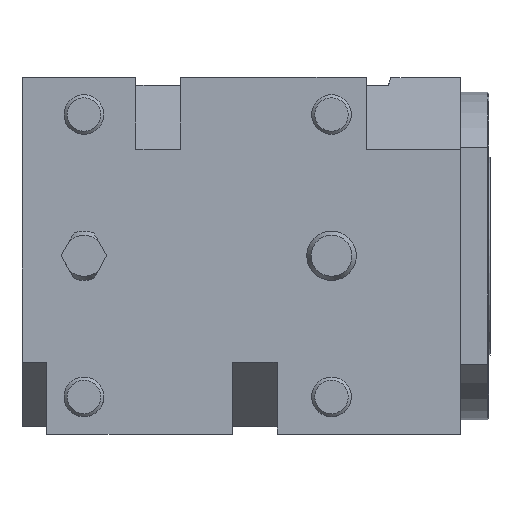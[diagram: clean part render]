
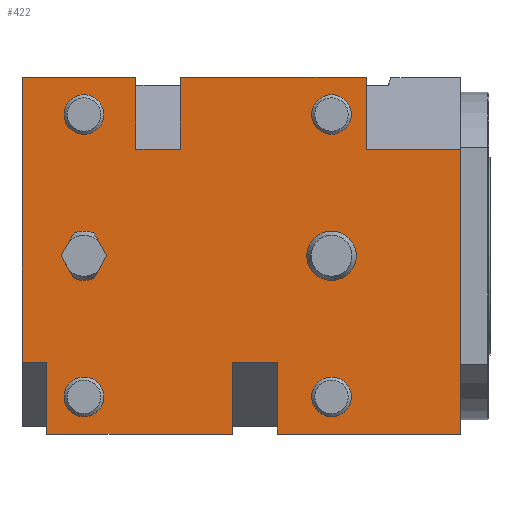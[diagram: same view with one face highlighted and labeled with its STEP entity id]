
A CAD part, top view. The second image highlights one B-rep face of the part: STEP entity #422.
In plain terms, the highlighted planar face has unit normal (0, 0, 1).
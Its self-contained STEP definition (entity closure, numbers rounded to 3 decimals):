
#77=LINE('',#2000,#185);
#81=LINE('',#2020,#189);
#83=LINE('',#2024,#191);
#85=LINE('',#2028,#193);
#87=LINE('',#2044,#195);
#102=LINE('',#2078,#210);
#103=LINE('',#2080,#211);
#104=LINE('',#2083,#212);
#105=LINE('',#2085,#213);
#106=LINE('',#2087,#214);
#107=LINE('',#2089,#215);
#108=LINE('',#2090,#216);
#109=LINE('',#2092,#217);
#110=LINE('',#2094,#218);
#111=LINE('',#2096,#219);
#112=LINE('',#2098,#220);
#113=LINE('',#2100,#221);
#114=LINE('',#2102,#222);
#115=LINE('',#2104,#223);
#116=LINE('',#2106,#224);
#185=VECTOR('',#1582,1.);
#189=VECTOR('',#1596,1.);
#191=VECTOR('',#1600,1.);
#193=VECTOR('',#1604,1.);
#195=VECTOR('',#1624,1.);
#210=VECTOR('',#1647,1.);
#211=VECTOR('',#1650,1.);
#212=VECTOR('',#1651,1.);
#213=VECTOR('',#1652,1.);
#214=VECTOR('',#1653,1.);
#215=VECTOR('',#1654,1.);
#216=VECTOR('',#1655,1.);
#217=VECTOR('',#1656,1.);
#218=VECTOR('',#1657,1.);
#219=VECTOR('',#1658,1.);
#220=VECTOR('',#1659,1.);
#221=VECTOR('',#1660,1.);
#222=VECTOR('',#1661,1.);
#223=VECTOR('',#1662,1.);
#224=VECTOR('',#1663,1.);
#293=PLANE('',#1382);
#422=ADVANCED_FACE('',(#499,#500,#501,#502,#503,#504,#505),#293,.T.);
#499=FACE_BOUND('',#569,.T.);
#500=FACE_BOUND('',#570,.T.);
#501=FACE_BOUND('',#571,.T.);
#502=FACE_BOUND('',#572,.T.);
#503=FACE_BOUND('',#573,.T.);
#504=FACE_BOUND('',#574,.T.);
#505=FACE_BOUND('',#575,.T.);
#569=EDGE_LOOP('',(#774,#775,#776,#777,#778,#779,#780,#781,#782,#783,#784,
#785,#786,#787,#788,#789));
#570=EDGE_LOOP('',(#790));
#571=EDGE_LOOP('',(#791));
#572=EDGE_LOOP('',(#792));
#573=EDGE_LOOP('',(#793));
#574=EDGE_LOOP('',(#794,#795,#796,#797,#798,#799));
#575=EDGE_LOOP('',(#800));
#774=ORIENTED_EDGE('',*,*,#1147,.T.);
#775=ORIENTED_EDGE('',*,*,#1148,.F.);
#776=ORIENTED_EDGE('',*,*,#1149,.T.);
#777=ORIENTED_EDGE('',*,*,#1150,.T.);
#778=ORIENTED_EDGE('',*,*,#1151,.T.);
#779=ORIENTED_EDGE('',*,*,#1146,.F.);
#780=ORIENTED_EDGE('',*,*,#1129,.T.);
#781=ORIENTED_EDGE('',*,*,#1152,.T.);
#782=ORIENTED_EDGE('',*,*,#1153,.T.);
#783=ORIENTED_EDGE('',*,*,#1154,.T.);
#784=ORIENTED_EDGE('',*,*,#1155,.T.);
#785=ORIENTED_EDGE('',*,*,#1156,.T.);
#786=ORIENTED_EDGE('',*,*,#1157,.T.);
#787=ORIENTED_EDGE('',*,*,#1158,.T.);
#788=ORIENTED_EDGE('',*,*,#1159,.T.);
#789=ORIENTED_EDGE('',*,*,#1160,.T.);
#790=ORIENTED_EDGE('',*,*,#1068,.T.);
#791=ORIENTED_EDGE('',*,*,#1071,.T.);
#792=ORIENTED_EDGE('',*,*,#1074,.T.);
#793=ORIENTED_EDGE('',*,*,#1077,.T.);
#794=ORIENTED_EDGE('',*,*,#1121,.T.);
#795=ORIENTED_EDGE('',*,*,#1123,.T.);
#796=ORIENTED_EDGE('',*,*,#1117,.T.);
#797=ORIENTED_EDGE('',*,*,#1119,.T.);
#798=ORIENTED_EDGE('',*,*,#1111,.T.);
#799=ORIENTED_EDGE('',*,*,#1124,.T.);
#800=ORIENTED_EDGE('',*,*,#1127,.T.);
#947=VERTEX_POINT('',#1883);
#950=VERTEX_POINT('',#1892);
#953=VERTEX_POINT('',#1901);
#956=VERTEX_POINT('',#1910);
#980=VERTEX_POINT('',#1999);
#981=VERTEX_POINT('',#2001);
#984=VERTEX_POINT('',#2015);
#985=VERTEX_POINT('',#2017);
#986=VERTEX_POINT('',#2023);
#987=VERTEX_POINT('',#2025);
#990=VERTEX_POINT('',#2039);
#992=VERTEX_POINT('',#2043);
#993=VERTEX_POINT('',#2045);
#1004=VERTEX_POINT('',#2071);
#1008=VERTEX_POINT('',#2081);
#1009=VERTEX_POINT('',#2082);
#1010=VERTEX_POINT('',#2084);
#1011=VERTEX_POINT('',#2086);
#1012=VERTEX_POINT('',#2088);
#1013=VERTEX_POINT('',#2091);
#1014=VERTEX_POINT('',#2093);
#1015=VERTEX_POINT('',#2095);
#1016=VERTEX_POINT('',#2097);
#1017=VERTEX_POINT('',#2099);
#1018=VERTEX_POINT('',#2101);
#1019=VERTEX_POINT('',#2103);
#1020=VERTEX_POINT('',#2105);
#1068=EDGE_CURVE('',#947,#947,#1226,.T.);
#1071=EDGE_CURVE('',#950,#950,#1229,.T.);
#1074=EDGE_CURVE('',#953,#953,#1232,.T.);
#1077=EDGE_CURVE('',#956,#956,#1235,.T.);
#1111=EDGE_CURVE('',#981,#980,#77,.T.);
#1117=EDGE_CURVE('',#985,#984,#1249,.T.);
#1119=EDGE_CURVE('',#984,#981,#81,.T.);
#1121=EDGE_CURVE('',#987,#986,#83,.T.);
#1123=EDGE_CURVE('',#986,#985,#85,.T.);
#1124=EDGE_CURVE('',#980,#987,#1250,.T.);
#1127=EDGE_CURVE('',#990,#990,#1253,.T.);
#1129=EDGE_CURVE('',#993,#992,#87,.T.);
#1146=EDGE_CURVE('',#993,#1004,#102,.T.);
#1147=EDGE_CURVE('',#1008,#1009,#103,.T.);
#1148=EDGE_CURVE('',#1010,#1009,#104,.T.);
#1149=EDGE_CURVE('',#1010,#1011,#105,.T.);
#1150=EDGE_CURVE('',#1011,#1012,#106,.T.);
#1151=EDGE_CURVE('',#1012,#1004,#107,.T.);
#1152=EDGE_CURVE('',#992,#1013,#108,.T.);
#1153=EDGE_CURVE('',#1013,#1014,#109,.T.);
#1154=EDGE_CURVE('',#1014,#1015,#110,.T.);
#1155=EDGE_CURVE('',#1015,#1016,#111,.T.);
#1156=EDGE_CURVE('',#1016,#1017,#112,.T.);
#1157=EDGE_CURVE('',#1017,#1018,#113,.T.);
#1158=EDGE_CURVE('',#1018,#1019,#114,.T.);
#1159=EDGE_CURVE('',#1019,#1020,#115,.T.);
#1160=EDGE_CURVE('',#1020,#1008,#116,.T.);
#1226=CIRCLE('',#1314,8.);
#1229=CIRCLE('',#1320,8.);
#1232=CIRCLE('',#1326,8.);
#1235=CIRCLE('',#1332,8.);
#1249=CIRCLE('',#1364,10.);
#1250=CIRCLE('',#1369,10.);
#1253=CIRCLE('',#1375,10.);
#1314=AXIS2_PLACEMENT_3D('',#1882,#1473,#1474);
#1320=AXIS2_PLACEMENT_3D('',#1891,#1485,#1486);
#1326=AXIS2_PLACEMENT_3D('',#1900,#1497,#1498);
#1332=AXIS2_PLACEMENT_3D('',#1909,#1509,#1510);
#1364=AXIS2_PLACEMENT_3D('',#2016,#1591,#1592);
#1369=AXIS2_PLACEMENT_3D('',#2030,#1607,#1608);
#1375=AXIS2_PLACEMENT_3D('',#2038,#1619,#1620);
#1382=AXIS2_PLACEMENT_3D('',#2107,#1664,#1665);
#1473=DIRECTION('',(0.,0.,-1.));
#1474=DIRECTION('',(0.966,-0.258,0.));
#1485=DIRECTION('',(0.,0.,-1.));
#1486=DIRECTION('',(0.966,-0.258,0.));
#1497=DIRECTION('',(0.,0.,-1.));
#1498=DIRECTION('',(0.966,-0.258,0.));
#1509=DIRECTION('',(0.,0.,-1.));
#1510=DIRECTION('',(0.966,-0.258,0.));
#1582=DIRECTION('',(-0.5,-0.866,0.));
#1591=DIRECTION('',(0.,0.,-1.));
#1592=DIRECTION('',(0.,-1.,0.));
#1596=DIRECTION('',(0.5,-0.866,0.));
#1600=DIRECTION('',(-0.5,0.866,0.));
#1604=DIRECTION('',(0.5,0.866,0.));
#1607=DIRECTION('',(0.,0.,-1.));
#1608=DIRECTION('',(0.,-1.,0.));
#1619=DIRECTION('',(0.,0.,-1.));
#1620=DIRECTION('',(-0.966,0.258,0.));
#1624=DIRECTION('',(0.,1.,0.));
#1647=DIRECTION('',(-1.,0.,0.));
#1650=DIRECTION('',(0.,-1.,0.));
#1651=DIRECTION('',(-1.,0.,0.));
#1652=DIRECTION('',(0.,1.,0.));
#1653=DIRECTION('',(1.,0.,0.));
#1654=DIRECTION('',(0.,-1.,0.));
#1655=DIRECTION('',(-1.,0.,0.));
#1656=DIRECTION('',(0.,1.,0.));
#1657=DIRECTION('',(-1.,0.,0.));
#1658=DIRECTION('',(0.,-1.,0.));
#1659=DIRECTION('',(-1.,0.,0.));
#1660=DIRECTION('',(0.,1.,0.));
#1661=DIRECTION('',(-1.,0.,0.));
#1662=DIRECTION('',(0.,-1.,0.));
#1663=DIRECTION('',(1.,0.,0.));
#1664=DIRECTION('',(0.,0.,1.));
#1665=DIRECTION('',(-1.,0.,0.));
#1882=CARTESIAN_POINT('',(0.,57.,0.));
#1883=CARTESIAN_POINT('',(7.73,54.938,0.));
#1891=CARTESIAN_POINT('',(-100.,57.,0.));
#1892=CARTESIAN_POINT('',(-92.27,54.938,0.));
#1900=CARTESIAN_POINT('',(0.,-57.,0.));
#1901=CARTESIAN_POINT('',(7.73,-59.062,0.));
#1909=CARTESIAN_POINT('',(-100.,-57.,0.));
#1910=CARTESIAN_POINT('',(-92.27,-59.062,0.));
#1999=CARTESIAN_POINT('',(-96.072,-9.196,0.));
#2000=CARTESIAN_POINT('',(-90.762,0.,0.));
#2001=CARTESIAN_POINT('',(-90.762,0.,0.));
#2015=CARTESIAN_POINT('',(-96.072,9.196,0.));
#2016=CARTESIAN_POINT('',(-100.,0.,0.));
#2017=CARTESIAN_POINT('',(-103.928,9.196,0.));
#2020=CARTESIAN_POINT('',(-96.072,9.196,0.));
#2023=CARTESIAN_POINT('',(-109.238,0.,0.));
#2024=CARTESIAN_POINT('',(-103.928,-9.196,0.));
#2025=CARTESIAN_POINT('',(-103.928,-9.196,0.));
#2028=CARTESIAN_POINT('',(-109.238,0.,0.));
#2030=CARTESIAN_POINT('',(-100.,0.,0.));
#2038=CARTESIAN_POINT('',(0.,0.,0.));
#2039=CARTESIAN_POINT('',(-9.662,2.577,0.));
#2043=CARTESIAN_POINT('',(52.,43.,0.));
#2044=CARTESIAN_POINT('',(52.,-72.,0.));
#2045=CARTESIAN_POINT('',(52.,-72.,0.));
#2071=CARTESIAN_POINT('',(-22.,-72.,0.));
#2078=CARTESIAN_POINT('',(52.,-72.,0.));
#2080=CARTESIAN_POINT('',(-115.,-43.,0.));
#2081=CARTESIAN_POINT('',(-115.,-43.,0.));
#2082=CARTESIAN_POINT('',(-115.,-72.,0.));
#2083=CARTESIAN_POINT('',(-40.,-72.,0.));
#2084=CARTESIAN_POINT('',(-40.,-72.,0.));
#2085=CARTESIAN_POINT('',(-40.,-72.,0.));
#2086=CARTESIAN_POINT('',(-40.,-43.,0.));
#2087=CARTESIAN_POINT('',(-40.,-43.,0.));
#2088=CARTESIAN_POINT('',(-22.,-43.,0.));
#2089=CARTESIAN_POINT('',(-22.,-43.,0.));
#2090=CARTESIAN_POINT('',(52.,43.,0.));
#2091=CARTESIAN_POINT('',(14.,43.,0.));
#2092=CARTESIAN_POINT('',(14.,43.,0.));
#2093=CARTESIAN_POINT('',(14.,72.,0.));
#2094=CARTESIAN_POINT('',(14.,72.,0.));
#2095=CARTESIAN_POINT('',(-61.,72.,0.));
#2096=CARTESIAN_POINT('',(-61.,72.,0.));
#2097=CARTESIAN_POINT('',(-61.,43.,0.));
#2098=CARTESIAN_POINT('',(-61.,43.,0.));
#2099=CARTESIAN_POINT('',(-79.,43.,0.));
#2100=CARTESIAN_POINT('',(-79.,43.,0.));
#2101=CARTESIAN_POINT('',(-79.,72.,0.));
#2102=CARTESIAN_POINT('',(-79.,72.,0.));
#2103=CARTESIAN_POINT('',(-125.,72.,0.));
#2104=CARTESIAN_POINT('',(-125.,72.,0.));
#2105=CARTESIAN_POINT('',(-125.,-43.,0.));
#2106=CARTESIAN_POINT('',(-125.,-43.,0.));
#2107=CARTESIAN_POINT('',(52.,72.,0.));
